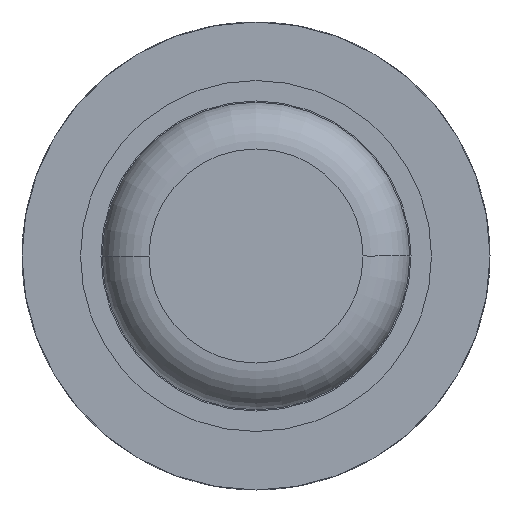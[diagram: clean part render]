
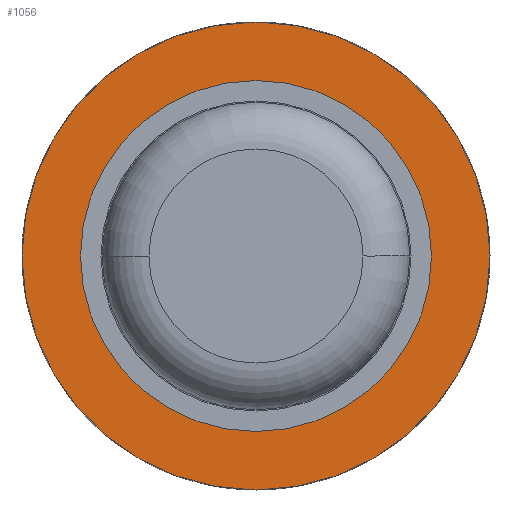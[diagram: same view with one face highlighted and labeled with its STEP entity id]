
A CAD part, front view. The second image highlights one B-rep face of the part: STEP entity #1056.
In plain terms, the highlighted planar face has unit normal (0, -1, 0).
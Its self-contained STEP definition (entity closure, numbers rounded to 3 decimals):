
#61 = AXIS2_PLACEMENT_3D ( 'NONE', #5030, #2180, #2698 ) ;
#106 = DIRECTION ( 'NONE',  ( 0., 1., 0. ) ) ;
#126 = ORIENTED_EDGE ( 'NONE', *, *, #4200, .T. ) ;
#349 = DIRECTION ( 'NONE',  ( 0., 1., 0. ) ) ;
#806 = FACE_BOUND ( 'NONE', #3443, .T. ) ;
#847 = EDGE_CURVE ( 'Defeature ausgef�hrt1_31+Defeature ausgef�hrt1_30+Defeature ausgef�hrt1_30+Defeature ausgef�hrt1_30', #1129, #2341, #971, .T. ) ;
#971 = CIRCLE ( 'NONE', #2053, 2. ) ;
#1047 = DIRECTION ( 'NONE',  ( 0., 0., 1. ) ) ;
#1056 = ADVANCED_FACE ( 'Defeature ausgef�hrt1_30', ( #3494, #806 ), #1109, .F. ) ;
#1109 = PLANE ( 'NONE',  #5475 ) ;
#1129 = VERTEX_POINT ( 'NONE', #1131 ) ;
#1131 = CARTESIAN_POINT ( 'NONE',  ( 0., 32.3, -2. ) ) ;
#1706 = CARTESIAN_POINT ( 'NONE',  ( 0., 32.3, -0.9 ) ) ;
#2053 = AXIS2_PLACEMENT_3D ( 'NONE', #4361, #349, #6306 ) ;
#2101 = CARTESIAN_POINT ( 'NONE',  ( 0., 32.3, 0.9 ) ) ;
#2180 = DIRECTION ( 'NONE',  ( 0., 1., 0. ) ) ;
#2213 = VERTEX_POINT ( 'NONE', #2101 ) ;
#2341 = VERTEX_POINT ( 'NONE', #5743 ) ;
#2577 = CARTESIAN_POINT ( 'NONE',  ( 0., 32.3, 0. ) ) ;
#2592 = DIRECTION ( 'NONE',  ( 0., 1., 0. ) ) ;
#2595 = EDGE_CURVE ( 'Defeature ausgef�hrt1_31+Defeature ausgef�hrt1_30+Defeature ausgef�hrt1_30+Defeature ausgef�hrt1_30', #2341, #1129, #5170, .T. ) ;
#2698 = DIRECTION ( 'NONE',  ( 0., 0., 1. ) ) ;
#3000 = CIRCLE ( 'NONE', #6440, 0.9 ) ;
#3123 = ORIENTED_EDGE ( 'NONE', *, *, #4505, .T. ) ;
#3320 = DIRECTION ( 'NONE',  ( 0., 0., 1. ) ) ;
#3443 = EDGE_LOOP ( 'NONE', ( #126, #3123 ) ) ;
#3494 = FACE_OUTER_BOUND ( 'NONE', #5225, .T. ) ;
#3881 = CARTESIAN_POINT ( 'NONE',  ( 0., 32.3, 0. ) ) ;
#4145 = CARTESIAN_POINT ( 'NONE',  ( 0.9, 32.3, 0. ) ) ;
#4200 = EDGE_CURVE ( 'Defeature ausgef�hrt1_30+Defeature ausgef�hrt1_9+Defeature ausgef�hrt1_9+Defeature ausgef�hrt1_9', #2213, #4904, #3000, .T. ) ;
#4337 = DIRECTION ( 'NONE',  ( 0., 1., 0. ) ) ;
#4361 = CARTESIAN_POINT ( 'NONE',  ( 0., 32.3, 0. ) ) ;
#4451 = AXIS2_PLACEMENT_3D ( 'NONE', #3881, #4337, #3320 ) ;
#4505 = EDGE_CURVE ( 'Defeature ausgef�hrt1_30+Defeature ausgef�hrt1_9+Defeature ausgef�hrt1_9+Defeature ausgef�hrt1_9', #4904, #2213, #5395, .T. ) ;
#4592 = ORIENTED_EDGE ( 'NONE', *, *, #847, .F. ) ;
#4610 = DIRECTION ( 'NONE',  ( 0., 0., 1. ) ) ;
#4904 = VERTEX_POINT ( 'NONE', #1706 ) ;
#5030 = CARTESIAN_POINT ( 'NONE',  ( 0., 32.3, 0. ) ) ;
#5170 = CIRCLE ( 'NONE', #61, 2. ) ;
#5225 = EDGE_LOOP ( 'NONE', ( #5616, #4592 ) ) ;
#5395 = CIRCLE ( 'NONE', #4451, 0.9 ) ;
#5475 = AXIS2_PLACEMENT_3D ( 'NONE', #4145, #2592, #4610 ) ;
#5616 = ORIENTED_EDGE ( 'NONE', *, *, #2595, .F. ) ;
#5743 = CARTESIAN_POINT ( 'NONE',  ( 0., 32.3, 2. ) ) ;
#6306 = DIRECTION ( 'NONE',  ( 0., 0., 1. ) ) ;
#6440 = AXIS2_PLACEMENT_3D ( 'NONE', #2577, #106, #1047 ) ;
